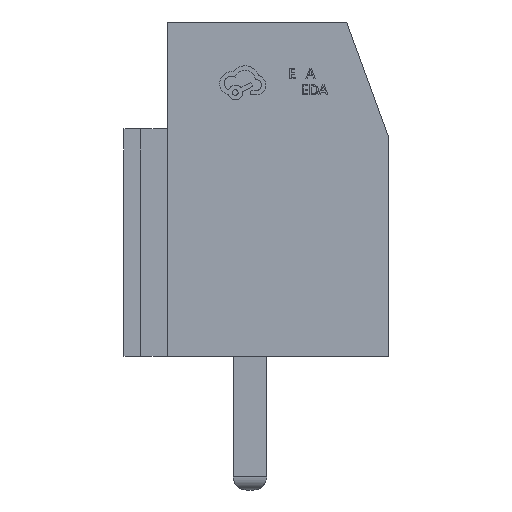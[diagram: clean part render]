
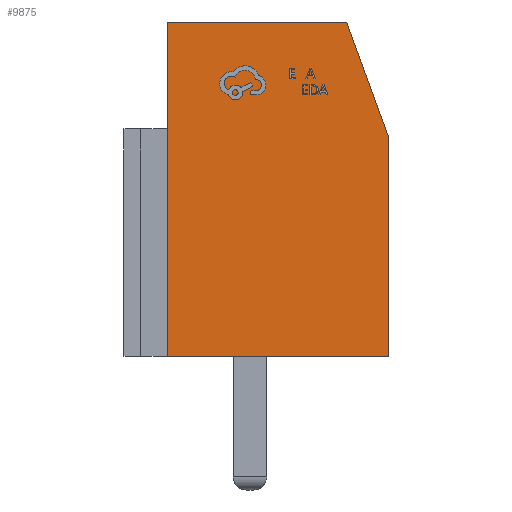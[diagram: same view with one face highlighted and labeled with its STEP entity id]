
A CAD part, left-side view. The second image highlights one B-rep face of the part: STEP entity #9875.
In plain terms, the highlighted planar face has unit normal (-1, 0, 0).
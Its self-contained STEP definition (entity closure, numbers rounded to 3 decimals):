
#157 = CARTESIAN_POINT ( 'NONE',  ( -22.209, 17.043, -0.128 ) ) ;
#589 = ORIENTED_EDGE ( 'NONE', *, *, #1672, .F. ) ;
#618 = VECTOR ( 'NONE', #6790, 1000. ) ;
#625 = CARTESIAN_POINT ( 'NONE',  ( -22.209, 18.708, -2.153 ) ) ;
#687 = LINE ( 'NONE', #5504, #7235 ) ;
#1499 = DIRECTION ( 'NONE',  ( 0., 0., 1. ) ) ;
#1513 = VERTEX_POINT ( 'NONE', #7398 ) ;
#1628 = AXIS2_PLACEMENT_3D ( 'NONE', #3852, #9572, #6334 ) ;
#1672 = EDGE_CURVE ( 'NONE', #6272, #4371, #10468, .T. ) ;
#1686 = LINE ( 'NONE', #157, #618 ) ;
#1928 = CARTESIAN_POINT ( 'NONE',  ( -22.209, 19.946, 7.847 ) ) ;
#1935 = CARTESIAN_POINT ( 'NONE',  ( -22.209, 18.708, -2.153 ) ) ;
#2017 = ORIENTED_EDGE ( 'NONE', *, *, #9856, .F. ) ;
#2480 = LINE ( 'NONE', #4943, #7004 ) ;
#3117 = CARTESIAN_POINT ( 'NONE',  ( -22.209, 22.608, -2.153 ) ) ;
#3124 = VECTOR ( 'NONE', #9660, 1000. ) ;
#3143 = PLANE ( 'NONE',  #1628 ) ;
#3180 = EDGE_CURVE ( 'NONE', #8599, #3775, #2480, .T. ) ;
#3234 = DIRECTION ( 'NONE',  ( 0., -1., 0. ) ) ;
#3775 = VERTEX_POINT ( 'NONE', #1928 ) ;
#3852 = CARTESIAN_POINT ( 'NONE',  ( -22.209, 22.608, -2.153 ) ) ;
#4120 = CARTESIAN_POINT ( 'NONE',  ( -22.209, 18.708, 4.447 ) ) ;
#4371 = VERTEX_POINT ( 'NONE', #1935 ) ;
#4499 = EDGE_LOOP ( 'NONE', ( #2017, #7891, #589, #9800, #7508 ) ) ;
#4554 = VECTOR ( 'NONE', #10408, 1000. ) ;
#4943 = CARTESIAN_POINT ( 'NONE',  ( -22.209, 22.608, 7.847 ) ) ;
#5504 = CARTESIAN_POINT ( 'NONE',  ( -22.209, 25.308, -2.153 ) ) ;
#6272 = VERTEX_POINT ( 'NONE', #4120 ) ;
#6334 = DIRECTION ( 'NONE',  ( 0., 1., 0. ) ) ;
#6411 = LINE ( 'NONE', #3117, #4554 ) ;
#6790 = DIRECTION ( 'NONE',  ( 0., -0.342, -0.94 ) ) ;
#7004 = VECTOR ( 'NONE', #3234, 1000. ) ;
#7235 = VECTOR ( 'NONE', #1499, 1000. ) ;
#7398 = CARTESIAN_POINT ( 'NONE',  ( -22.209, 25.308, -2.153 ) ) ;
#7508 = ORIENTED_EDGE ( 'NONE', *, *, #3180, .F. ) ;
#7891 = ORIENTED_EDGE ( 'NONE', *, *, #9252, .F. ) ;
#8373 = CARTESIAN_POINT ( 'NONE',  ( -22.209, 25.308, 7.847 ) ) ;
#8599 = VERTEX_POINT ( 'NONE', #8373 ) ;
#8928 = EDGE_CURVE ( 'NONE', #3775, #6272, #1686, .T. ) ;
#9252 = EDGE_CURVE ( 'NONE', #4371, #1513, #6411, .T. ) ;
#9474 = FACE_OUTER_BOUND ( 'NONE', #4499, .T. ) ;
#9572 = DIRECTION ( 'NONE',  ( 1., 0., 0. ) ) ;
#9660 = DIRECTION ( 'NONE',  ( 0., 0., -1. ) ) ;
#9800 = ORIENTED_EDGE ( 'NONE', *, *, #8928, .F. ) ;
#9856 = EDGE_CURVE ( 'NONE', #1513, #8599, #687, .T. ) ;
#9875 = ADVANCED_FACE ( 'NONE', ( #9474 ), #3143, .F. ) ;
#10408 = DIRECTION ( 'NONE',  ( 0., 1., 0. ) ) ;
#10468 = LINE ( 'NONE', #625, #3124 ) ;
